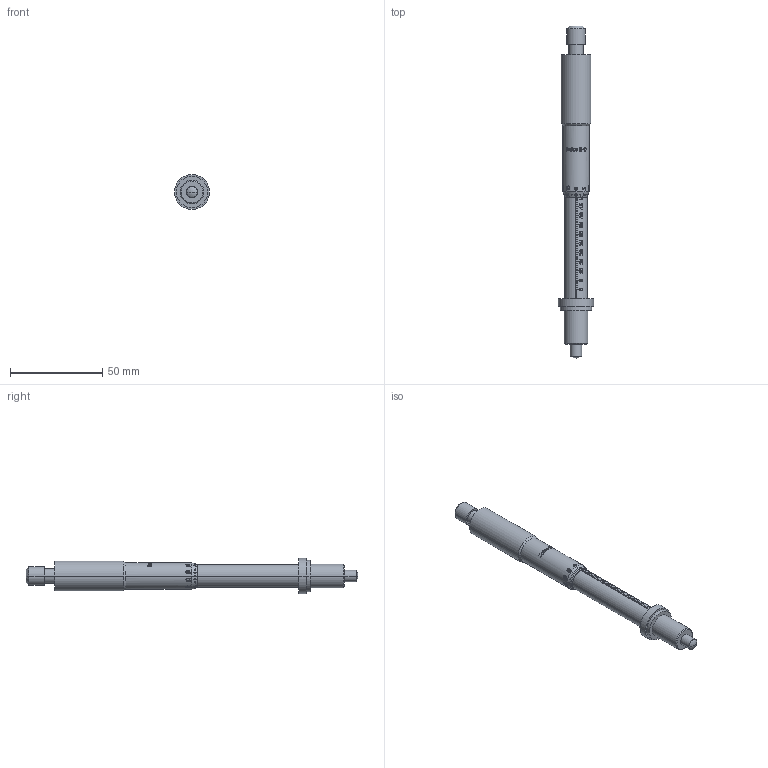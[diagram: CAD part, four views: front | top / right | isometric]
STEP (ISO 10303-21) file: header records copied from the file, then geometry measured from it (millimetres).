
FILE_DESCRIPTION (( 'STEP AP214' ), '1' );
FILE_NAME ('07MT50-3.STEP', '2018-07-20T02:34:48', ( '' ), ( '' ), 'SwSTEP 2.0', 'SolidWorks 2016', '' );
FILE_SCHEMA (( 'AUTOMOTIVE_DESIGN' ));
Length unit declared in the file: millimetre
Products named in the file (1): 07MT50-3
Bounding box: 19 x 180 x 19 mm (x, y, z)
Surface area: 10086.4 mm2 (no closed solid volume)
Topology: 0 solids, 43 shells, 128 faces, 1809 edges, 1727 vertices
Faces by surface type: cylinder 79, plane 22, bspline 17, cone 8, sphere 2
Entity records: 37755 total; most frequent: CARTESIAN_POINT 26086, ORIENTED_EDGE 1930, EDGE_CURVE 1809, VERTEX_POINT 1727, DIRECTION 1354, B_SPLINE_CURVE_WITH_KNOTS 1008, VECTOR 472, LINE 472
